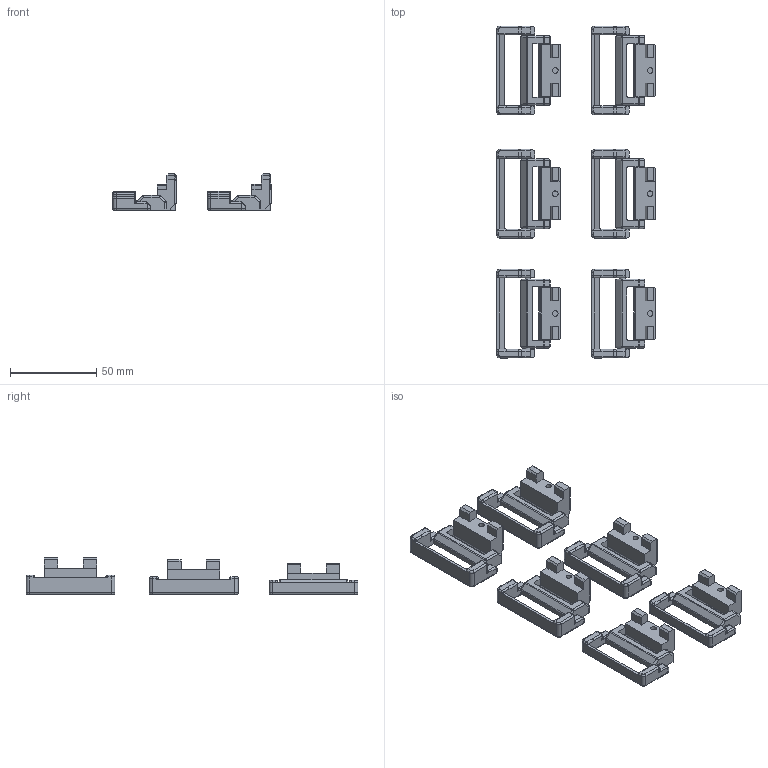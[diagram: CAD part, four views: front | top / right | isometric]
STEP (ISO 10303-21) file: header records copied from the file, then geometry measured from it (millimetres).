
FILE_DESCRIPTION(/* description */ (''),/* implementation_level */ '2;1');
FILE_NAME(/* name */ 'PanelLocker.stp',/* time_stamp */ '2021-09-30T16:01:57+09:00',/* author */ (''),/* organization */ (''),/* preprocessor_version */ 'ST-DEVELOPER v18.1',/* originating_system */ 'SIEMENS PLM Software NX 1953',/* authorisation */ '');
FILE_SCHEMA (('AUTOMOTIVE_DESIGN { 1 0 10303 214 3 1 1 1 }'));
Length unit declared in the file: millimetre
Products named in the file (1): V6CL435C31FC8jg2
Bounding box: 92 x 192.6 x 21 mm (x, y, z)
Volume: 59895.7 mm3; surface area: 45245.4 mm2
Topology: 24 solids, 24 shells, 920 faces, 2290 edges, 1318 vertices
Faces by surface type: cylinder 390, plane 348, sphere 96, bspline 72, torus 14
Full cylindrical faces by diameter (mm): 3 x12, 3.2 x6, 4 x12, 4.8 x6, 5.8 x6
Entity records: 27473 total; most frequent: CARTESIAN_POINT 5913, DIRECTION 4680, ORIENTED_EDGE 4292, EDGE_CURVE 2146, AXIS2_PLACEMENT_3D 1719, VERTEX_POINT 1304, LINE 1242, VECTOR 1242
